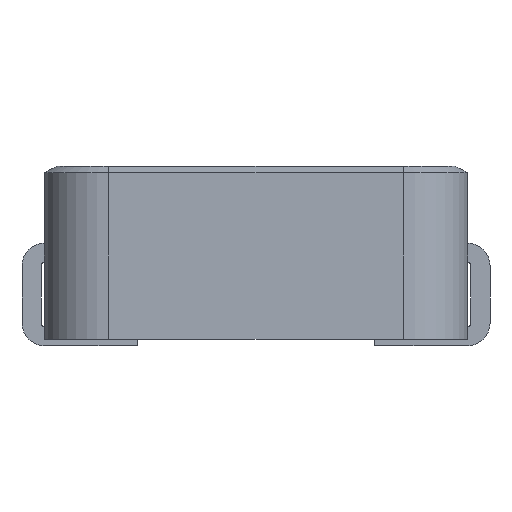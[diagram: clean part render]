
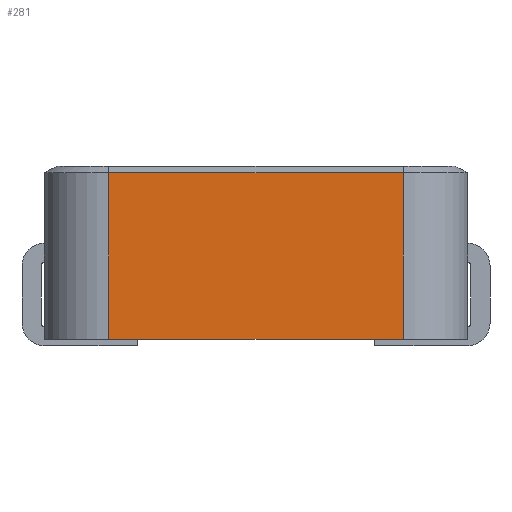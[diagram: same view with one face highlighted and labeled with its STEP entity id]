
A CAD part, front view. The second image highlights one B-rep face of the part: STEP entity #281.
In plain terms, the highlighted planar face has unit normal (0, -1, 0).
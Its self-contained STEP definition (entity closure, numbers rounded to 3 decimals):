
#281 = ADVANCED_FACE( '', ( #630 ), #631, .F. );
#630 = FACE_OUTER_BOUND( '', #1057, .T. );
#631 = PLANE( '', #1058 );
#1057 = EDGE_LOOP( '', ( #1847, #1848, #1849, #1850 ) );
#1058 = AXIS2_PLACEMENT_3D( '', #1851, #1852, #1853 );
#1847 = ORIENTED_EDGE( '', *, *, #2919, .T. );
#1848 = ORIENTED_EDGE( '', *, *, #2920, .T. );
#1849 = ORIENTED_EDGE( '', *, *, #2921, .T. );
#1850 = ORIENTED_EDGE( '', *, *, #2922, .T. );
#1851 = CARTESIAN_POINT( '', ( -3.3, -3.3, 2.7 ) );
#1852 = DIRECTION( '', ( 0., 1., 0. ) );
#1853 = DIRECTION( '', ( -1., 0., 0. ) );
#2919 = EDGE_CURVE( '', #3573, #3574, #3575, .F. );
#2920 = EDGE_CURVE( '', #3574, #3186, #3576, .T. );
#2921 = EDGE_CURVE( '', #3186, #3577, #3578, .T. );
#2922 = EDGE_CURVE( '', #3577, #3573, #3579, .T. );
#3186 = VERTEX_POINT( '', #3941 );
#3573 = VERTEX_POINT( '', #4647 );
#3574 = VERTEX_POINT( '', #4648 );
#3575 = LINE( '', #4649, #4650 );
#3576 = LINE( '', #4651, #4652 );
#3577 = VERTEX_POINT( '', #4653 );
#3578 = LINE( '', #4654, #4655 );
#3579 = LINE( '', #4656, #4657 );
#3941 = CARTESIAN_POINT( '', ( -2.3, -3.3, 2.6 ) );
#4647 = CARTESIAN_POINT( '', ( 2.3, -3.3, 0. ) );
#4648 = CARTESIAN_POINT( '', ( 2.3, -3.3, 2.6 ) );
#4649 = CARTESIAN_POINT( '', ( 2.3, -3.3, 2.7 ) );
#4650 = VECTOR( '', #5331, 1000. );
#4651 = CARTESIAN_POINT( '', ( -2.3, -3.3, 2.6 ) );
#4652 = VECTOR( '', #5332, 1000. );
#4653 = CARTESIAN_POINT( '', ( -2.3, -3.3, 0. ) );
#4654 = CARTESIAN_POINT( '', ( -2.3, -3.3, 2.7 ) );
#4655 = VECTOR( '', #5333, 1000. );
#4656 = CARTESIAN_POINT( '', ( -3.3, -3.3, 0. ) );
#4657 = VECTOR( '', #5334, 1000. );
#5331 = DIRECTION( '', ( 0., 0., -1. ) );
#5332 = DIRECTION( '', ( -1., 0., 0. ) );
#5333 = DIRECTION( '', ( 0., 0., -1. ) );
#5334 = DIRECTION( '', ( 1., 0., 0. ) );
